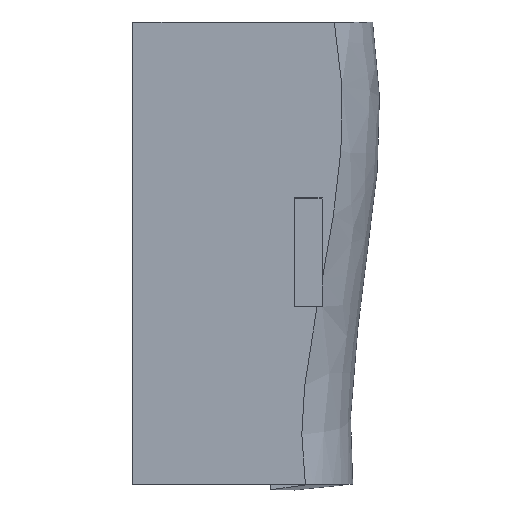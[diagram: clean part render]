
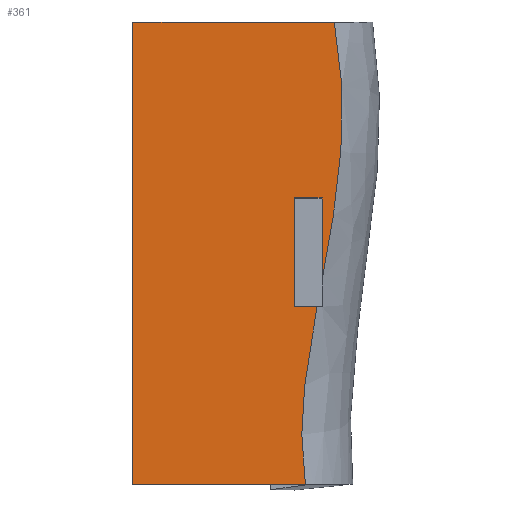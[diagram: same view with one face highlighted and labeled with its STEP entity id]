
A CAD part, top view. The second image highlights one B-rep face of the part: STEP entity #361.
In plain terms, the highlighted planar face has unit normal (0, 0, 1).
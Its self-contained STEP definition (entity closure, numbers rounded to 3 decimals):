
#113=B_SPLINE_CURVE_WITH_KNOTS('',3,(#901,#902,#903,#904,#905,#906,#907,
#908,#909,#910,#911,#912,#913,#914,#915,#916,#917,#918,#919,#920),
 .UNSPECIFIED.,.F.,.F.,(4,1,1,1,1,1,1,1,1,1,1,1,1,1,1,1,1,4),(0.004,
0.143,0.212,0.246,0.281,
0.316,0.35,0.367,0.385,
0.419,0.437,0.454,0.471,
0.488,0.497,0.506,0.523,
0.558),.UNSPECIFIED.);
#114=B_SPLINE_CURVE_WITH_KNOTS('',3,(#927,#928,#929,#930,#931,#932,#933,
#934,#935,#936,#937,#938,#939,#940,#941,#942,#943,#944),.UNSPECIFIED.,.F.,
 .F.,(4,1,1,1,1,1,1,1,1,1,1,1,1,1,1,4),(0.614,0.626,
0.638,0.662,0.674,0.686,
0.709,0.733,0.757,0.781,
0.805,0.853,0.876,0.9,
0.948,0.996),.UNSPECIFIED.);
#146=ORIENTED_EDGE('',*,*,#240,.F.);
#147=ORIENTED_EDGE('',*,*,#241,.F.);
#148=ORIENTED_EDGE('',*,*,#242,.T.);
#149=ORIENTED_EDGE('',*,*,#243,.T.);
#150=ORIENTED_EDGE('',*,*,#244,.T.);
#151=ORIENTED_EDGE('',*,*,#245,.F.);
#152=ORIENTED_EDGE('',*,*,#246,.F.);
#153=ORIENTED_EDGE('',*,*,#247,.T.);
#154=ORIENTED_EDGE('',*,*,#236,.T.);
#155=ORIENTED_EDGE('',*,*,#248,.T.);
#236=EDGE_CURVE('',#284,#283,#536,.T.);
#240=EDGE_CURVE('',#286,#287,#539,.T.);
#241=EDGE_CURVE('',#288,#286,#540,.T.);
#242=EDGE_CURVE('',#288,#289,#541,.F.);
#243=EDGE_CURVE('',#289,#290,#542,.F.);
#244=EDGE_CURVE('',#290,#291,#113,.F.);
#245=EDGE_CURVE('',#292,#291,#543,.T.);
#246=EDGE_CURVE('',#293,#292,#544,.F.);
#247=EDGE_CURVE('',#293,#284,#545,.T.);
#248=EDGE_CURVE('',#283,#287,#114,.F.);
#283=VERTEX_POINT('',#880);
#284=VERTEX_POINT('',#882);
#286=VERTEX_POINT('',#893);
#287=VERTEX_POINT('',#894);
#288=VERTEX_POINT('',#896);
#289=VERTEX_POINT('',#898);
#290=VERTEX_POINT('',#900);
#291=VERTEX_POINT('',#921);
#292=VERTEX_POINT('',#923);
#293=VERTEX_POINT('',#925);
#307=EDGE_LOOP('',(#146,#147,#148,#149,#150,#151,#152,#153,#154,#155));
#327=FACE_BOUND('',#307,.T.);
#347=PLANE('',#622);
#361=ADVANCED_FACE('',(#327),#347,.T.);
#536=LINE('',#881,#585);
#539=LINE('',#892,#588);
#540=LINE('',#895,#589);
#541=LINE('',#897,#590);
#542=LINE('',#899,#591);
#543=LINE('',#922,#592);
#544=LINE('',#924,#593);
#545=LINE('',#926,#594);
#585=VECTOR('',#686,1000.);
#588=VECTOR('',#691,1000.);
#589=VECTOR('',#692,1000.);
#590=VECTOR('',#693,1000.);
#591=VECTOR('',#694,1000.);
#592=VECTOR('',#695,1000.);
#593=VECTOR('',#696,1000.);
#594=VECTOR('',#697,1000.);
#622=AXIS2_PLACEMENT_3D('',#891,#689,#690);
#686=DIRECTION('',(1.,0.,0.));
#689=DIRECTION('',(0.,0.,1.));
#690=DIRECTION('',(1.,0.,0.));
#691=DIRECTION('',(1.,0.,0.));
#692=DIRECTION('',(0.,-1.,0.));
#693=DIRECTION('',(-1.,0.,0.));
#694=DIRECTION('',(0.,1.,0.));
#695=DIRECTION('',(1.,0.,0.));
#696=DIRECTION('',(-1.,0.,0.));
#697=DIRECTION('',(0.,-1.,0.));
#880=CARTESIAN_POINT('',(33.925,13.75,13.5));
#881=CARTESIAN_POINT('',(17.298,13.75,13.5));
#882=CARTESIAN_POINT('',(11.685,13.75,13.5));
#891=CARTESIAN_POINT('',(17.298,73.5,13.5));
#892=CARTESIAN_POINT('',(17.298,36.598,13.5));
#893=CARTESIAN_POINT('',(32.48,36.598,13.5));
#894=CARTESIAN_POINT('',(35.429,36.598,13.5));
#895=CARTESIAN_POINT('',(32.48,47.598,13.5));
#896=CARTESIAN_POINT('',(32.48,50.598,13.5));
#897=CARTESIAN_POINT('',(32.48,50.598,13.5));
#898=CARTESIAN_POINT('',(36.08,50.598,13.5));
#899=CARTESIAN_POINT('',(36.08,47.598,13.5));
#900=CARTESIAN_POINT('',(36.08,40.068,13.5));
#901=CARTESIAN_POINT('',(37.649,73.25,13.5));
#902=CARTESIAN_POINT('',(38.168,70.58,13.5));
#903=CARTESIAN_POINT('',(38.656,66.316,13.5));
#904=CARTESIAN_POINT('',(38.716,61.518,13.5));
#905=CARTESIAN_POINT('',(38.622,58.67,13.5));
#906=CARTESIAN_POINT('',(38.5,56.643,13.5));
#907=CARTESIAN_POINT('',(38.314,54.485,13.5));
#908=CARTESIAN_POINT('',(38.134,52.835,13.5));
#909=CARTESIAN_POINT('',(37.956,51.396,13.5));
#910=CARTESIAN_POINT('',(37.775,50.037,13.5));
#911=CARTESIAN_POINT('',(37.582,48.712,13.5));
#912=CARTESIAN_POINT('',(37.348,47.218,13.5));
#913=CARTESIAN_POINT('',(37.196,46.292,13.5));
#914=CARTESIAN_POINT('',(37.022,45.261,13.5));
#915=CARTESIAN_POINT('',(36.871,44.394,13.5));
#916=CARTESIAN_POINT('',(36.736,43.63,13.5));
#917=CARTESIAN_POINT('',(36.624,43.009,13.5));
#918=CARTESIAN_POINT('',(36.427,41.923,13.5));
#919=CARTESIAN_POINT('',(36.225,40.84,13.5));
#920=CARTESIAN_POINT('',(36.08,40.068,13.5));
#921=CARTESIAN_POINT('',(37.649,73.25,13.5));
#922=CARTESIAN_POINT('',(17.298,73.25,13.5));
#923=CARTESIAN_POINT('',(16.649,73.25,13.5));
#924=CARTESIAN_POINT('',(16.649,73.25,13.5));
#925=CARTESIAN_POINT('',(11.685,73.25,13.5));
#926=CARTESIAN_POINT('',(11.685,73.25,13.5));
#927=CARTESIAN_POINT('',(35.429,36.598,13.5));
#928=CARTESIAN_POINT('',(35.387,36.372,13.5));
#929=CARTESIAN_POINT('',(35.317,35.997,13.5));
#930=CARTESIAN_POINT('',(35.109,34.858,13.5));
#931=CARTESIAN_POINT('',(34.942,33.924,13.5));
#932=CARTESIAN_POINT('',(34.783,33.005,13.5));
#933=CARTESIAN_POINT('',(34.646,32.206,13.5));
#934=CARTESIAN_POINT('',(34.427,30.862,13.5));
#935=CARTESIAN_POINT('',(34.219,29.477,13.5));
#936=CARTESIAN_POINT('',(34.031,28.112,13.5));
#937=CARTESIAN_POINT('',(33.847,26.593,13.5));
#938=CARTESIAN_POINT('',(33.661,24.779,13.5));
#939=CARTESIAN_POINT('',(33.52,22.772,13.5));
#940=CARTESIAN_POINT('',(33.463,20.954,13.5));
#941=CARTESIAN_POINT('',(33.458,18.963,13.5));
#942=CARTESIAN_POINT('',(33.561,16.64,13.5));
#943=CARTESIAN_POINT('',(33.782,14.692,13.5));
#944=CARTESIAN_POINT('',(33.925,13.75,13.5));
